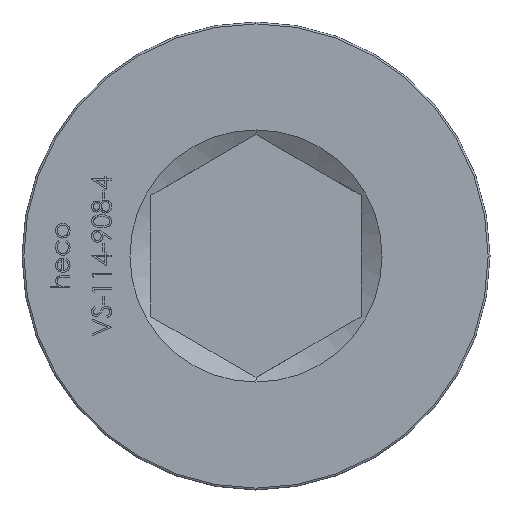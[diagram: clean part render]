
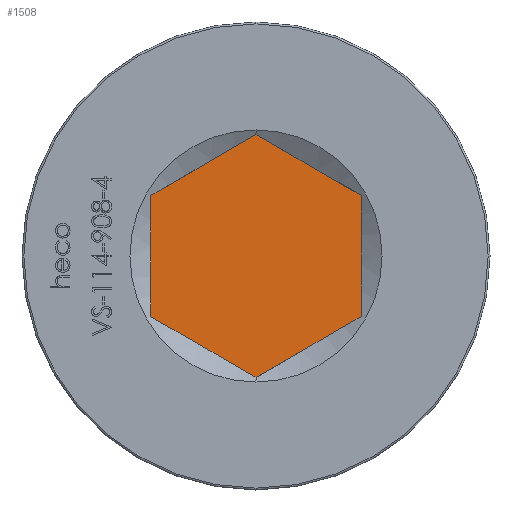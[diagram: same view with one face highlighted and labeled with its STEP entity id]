
A CAD part, left-side view. The second image highlights one B-rep face of the part: STEP entity #1508.
In plain terms, the highlighted planar face has unit normal (-1, 0, 0).
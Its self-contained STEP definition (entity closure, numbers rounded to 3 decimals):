
#13 = CARTESIAN_POINT ( 'NONE',  ( 8.5, 0., 13.202 ) ) ;
#553 = EDGE_CURVE ( 'NONE', #13389, #2281, #9621, .T. ) ;
#563 = CARTESIAN_POINT ( 'NONE',  ( 8.5, 0., 0. ) ) ;
#1508 = ADVANCED_FACE ( 'NONE', ( #6139 ), #10725, .T. ) ;
#1848 = DIRECTION ( 'NONE',  ( 0., 0., 1. ) ) ;
#2281 = VERTEX_POINT ( 'NONE', #13 ) ;
#2361 = ORIENTED_EDGE ( 'NONE', *, *, #10728, .T. ) ;
#5059 = AXIS2_PLACEMENT_3D ( 'NONE', #10215, #11319, #1848 ) ;
#5316 = DIRECTION ( 'NONE',  ( -1., 0., 0. ) ) ;
#5860 = DIRECTION ( 'NONE',  ( -1., 0., 0. ) ) ;
#6139 = FACE_OUTER_BOUND ( 'NONE', #9777, .T. ) ;
#6182 = ORIENTED_EDGE ( 'NONE', *, *, #553, .T. ) ;
#7095 = CIRCLE ( 'NONE', #12467, 13.202 ) ;
#7114 = CARTESIAN_POINT ( 'NONE',  ( 8.5, 0., -13.202 ) ) ;
#7438 = DIRECTION ( 'NONE',  ( 0., 0., 1. ) ) ;
#7985 = DIRECTION ( 'NONE',  ( 0., 0., 1. ) ) ;
#9621 = CIRCLE ( 'NONE', #5059, 13.202 ) ;
#9777 = EDGE_LOOP ( 'NONE', ( #2361, #6182 ) ) ;
#10215 = CARTESIAN_POINT ( 'NONE',  ( 8.5, 0., 0. ) ) ;
#10527 = CARTESIAN_POINT ( 'NONE',  ( 8.5, 0., -13.202 ) ) ;
#10725 = PLANE ( 'NONE',  #12006 ) ;
#10728 = EDGE_CURVE ( 'NONE', #2281, #13389, #7095, .T. ) ;
#11319 = DIRECTION ( 'NONE',  ( -1., 0., 0. ) ) ;
#12006 = AXIS2_PLACEMENT_3D ( 'NONE', #10527, #5316, #7438 ) ;
#12467 = AXIS2_PLACEMENT_3D ( 'NONE', #563, #5860, #7985 ) ;
#13389 = VERTEX_POINT ( 'NONE', #7114 ) ;
